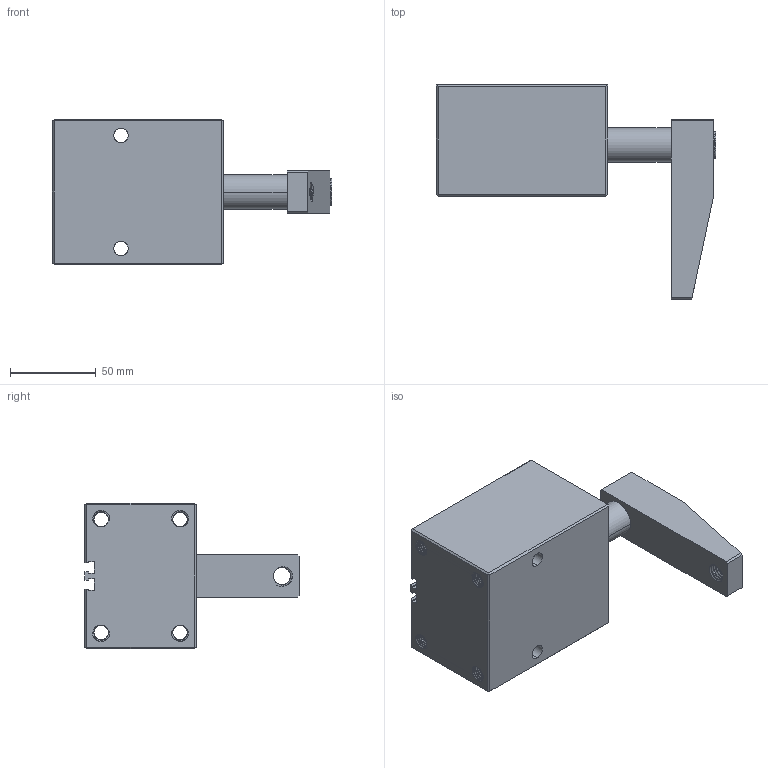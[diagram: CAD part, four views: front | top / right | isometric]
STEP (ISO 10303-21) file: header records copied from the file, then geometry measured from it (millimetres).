
FILE_DESCRIPTION (( 'STEP AP203' ), '1' );
FILE_NAME ('PSB-50.STEP', '2019-05-03T09:19:31', ( 'User' ), ( 'china' ), 'SwSTEP 2.0', 'SolidWorks 2018', '' );
FILE_SCHEMA (( 'CONFIG_CONTROL_DESIGN' ));
Length unit declared in the file: millimetre
Products named in the file (5): PSB-50YB; M10LC; PSB-50; PSB-50BT; 50HOUSAIGAN
Assembly tree (4 placements, depth 2):
  PSB-50
    PSB-50BT
    50HOUSAIGAN
    PSB-50YB
    M10LC
Bounding box: 163 x 125 x 85 mm (x, y, z)
Volume: 513087.1 mm3; surface area: 102081.1 mm2
Topology: 4 solids, 4 shells, 508 faces, 1796 edges, 1300 vertices
Faces by surface type: cylinder 325, bspline 91, plane 80, cone 12
Entity records: 102733 total; most frequent: CARTESIAN_POINT 89247, ORIENTED_EDGE 3588, EDGE_CURVE 1794, DIRECTION 1445, VERTEX_POINT 1300, B_SPLINE_CURVE_WITH_KNOTS 1232, EDGE_LOOP 542, FACE_OUTER_BOUND 508
